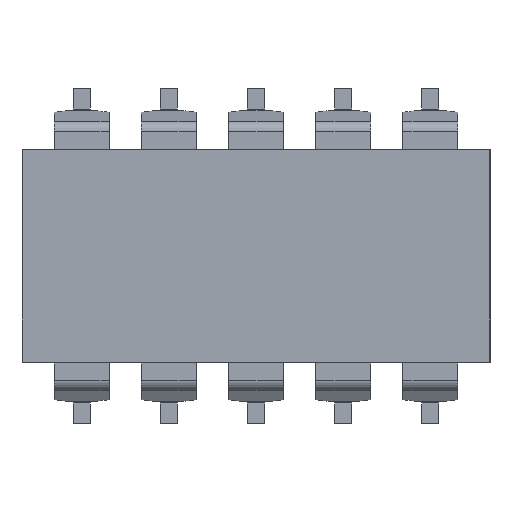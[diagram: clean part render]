
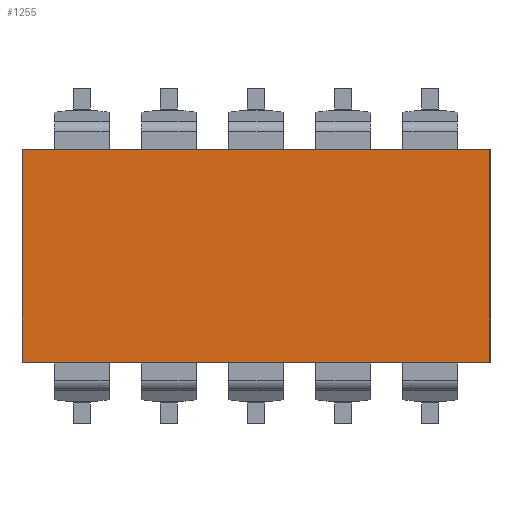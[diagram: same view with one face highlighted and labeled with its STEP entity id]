
A CAD part, top view. The second image highlights one B-rep face of the part: STEP entity #1255.
In plain terms, the highlighted planar face has unit normal (0, 0, 1).
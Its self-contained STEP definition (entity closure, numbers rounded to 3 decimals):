
#1255 = ADVANCED_FACE( '', ( #2484 ), #2485, .T. );
#2484 = FACE_OUTER_BOUND( '', #3824, .T. );
#2485 = PLANE( '', #3825 );
#3824 = EDGE_LOOP( '', ( #6914, #6915, #6916, #6917 ) );
#3825 = AXIS2_PLACEMENT_3D( '', #6918, #6919, #6920 );
#6914 = ORIENTED_EDGE( '', *, *, #9572, .T. );
#6915 = ORIENTED_EDGE( '', *, *, #8612, .T. );
#6916 = ORIENTED_EDGE( '', *, *, #8985, .T. );
#6917 = ORIENTED_EDGE( '', *, *, #9082, .T. );
#6918 = CARTESIAN_POINT( '', ( 0., 0., 0. ) );
#6919 = DIRECTION( '', ( 0., 0., 1. ) );
#6920 = DIRECTION( '', ( 1., 0., 0. ) );
#8612 = EDGE_CURVE( '', #10345, #10346, #10347, .T. );
#8985 = EDGE_CURVE( '', #10346, #10969, #10970, .T. );
#9082 = EDGE_CURVE( '', #10969, #11115, #11116, .T. );
#9572 = EDGE_CURVE( '', #11115, #10345, #11793, .T. );
#10345 = VERTEX_POINT( '', #12833 );
#10346 = VERTEX_POINT( '', #12834 );
#10347 = LINE( '', #12835, #12836 );
#10969 = VERTEX_POINT( '', #13934 );
#10970 = LINE( '', #13935, #13936 );
#11115 = VERTEX_POINT( '', #14194 );
#11116 = LINE( '', #14195, #14196 );
#11793 = LINE( '', #15416, #15417 );
#12833 = CARTESIAN_POINT( '', ( -6.82, -3.1, 0. ) );
#12834 = CARTESIAN_POINT( '', ( 6.82, -3.1, 0. ) );
#12835 = CARTESIAN_POINT( '', ( -6.82, -3.1, 0. ) );
#12836 = VECTOR( '', #16125, 1000. );
#13934 = CARTESIAN_POINT( '', ( 6.82, 3.1, 0. ) );
#13935 = CARTESIAN_POINT( '', ( 6.82, -3.1, 0. ) );
#13936 = VECTOR( '', #16433, 1000. );
#14194 = CARTESIAN_POINT( '', ( -6.82, 3.1, 0. ) );
#14195 = CARTESIAN_POINT( '', ( 6.82, 3.1, 0. ) );
#14196 = VECTOR( '', #16506, 1000. );
#15416 = CARTESIAN_POINT( '', ( -6.82, 3.1, 0. ) );
#15417 = VECTOR( '', #16872, 1000. );
#16125 = DIRECTION( '', ( 1., 0., 0. ) );
#16433 = DIRECTION( '', ( 0., 1., 0. ) );
#16506 = DIRECTION( '', ( -1., 0., 0. ) );
#16872 = DIRECTION( '', ( 0., -1., 0. ) );
